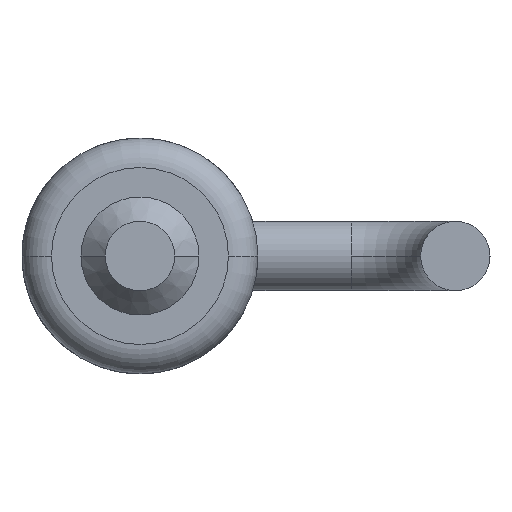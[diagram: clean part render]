
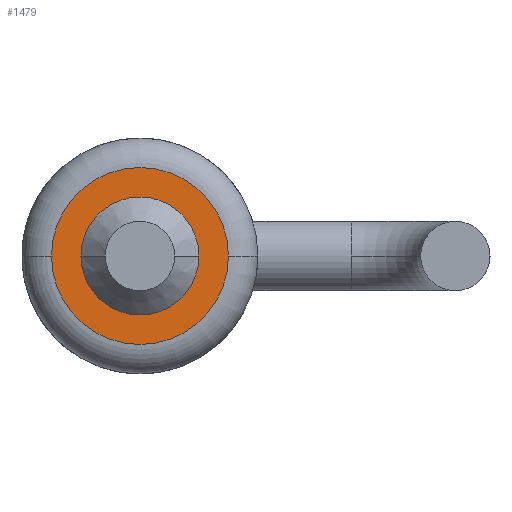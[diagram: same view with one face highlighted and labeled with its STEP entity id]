
A CAD part, front view. The second image highlights one B-rep face of the part: STEP entity #1479.
In plain terms, the highlighted planar face has unit normal (0, -1, 0).
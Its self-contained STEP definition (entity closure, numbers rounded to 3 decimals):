
#21 = CARTESIAN_POINT ( 'NONE',  ( -0.713, 1.21, 0. ) ) ;
#120 = ORIENTED_EDGE ( 'NONE', *, *, #3831, .F. ) ;
#161 = CIRCLE ( 'NONE', #2447, 0.475 ) ;
#190 = DIRECTION ( 'NONE',  ( 1., 0., 0. ) ) ;
#523 = ORIENTED_EDGE ( 'NONE', *, *, #3144, .F. ) ;
#708 = DIRECTION ( 'NONE',  ( -1., 0., 0. ) ) ;
#720 = CARTESIAN_POINT ( 'NONE',  ( 0.713, 1.21, 0. ) ) ;
#829 = DIRECTION ( 'NONE',  ( 1., 0., 0. ) ) ;
#847 = DIRECTION ( 'NONE',  ( 0., -1., 0. ) ) ;
#1032 = AXIS2_PLACEMENT_3D ( 'NONE', #1082, #1619, #708 ) ;
#1082 = CARTESIAN_POINT ( 'NONE',  ( -0.713, 1.21, 0. ) ) ;
#1326 = PLANE ( 'NONE',  #1032 ) ;
#1378 = AXIS2_PLACEMENT_3D ( 'NONE', #1648, #3765, #190 ) ;
#1479 = ADVANCED_FACE ( 'NONE', ( #1657, #3096 ), #1326, .F. ) ;
#1619 = DIRECTION ( 'NONE',  ( 0., 1., 0. ) ) ;
#1648 = CARTESIAN_POINT ( 'NONE',  ( 0., 1.21, 0. ) ) ;
#1657 = FACE_BOUND ( 'NONE', #2552, .T. ) ;
#1720 = CARTESIAN_POINT ( 'NONE',  ( 0.475, 1.21, 0. ) ) ;
#1827 = ORIENTED_EDGE ( 'NONE', *, *, #2747, .T. ) ;
#1875 = AXIS2_PLACEMENT_3D ( 'NONE', #2028, #847, #2948 ) ;
#1968 = VERTEX_POINT ( 'NONE', #720 ) ;
#2028 = CARTESIAN_POINT ( 'NONE',  ( 0., 1.21, 0. ) ) ;
#2078 = EDGE_LOOP ( 'NONE', ( #1827, #3542 ) ) ;
#2135 = CIRCLE ( 'NONE', #2451, 0.475 ) ;
#2162 = VERTEX_POINT ( 'NONE', #21 ) ;
#2293 = CARTESIAN_POINT ( 'NONE',  ( 0., 1.21, 0. ) ) ;
#2447 = AXIS2_PLACEMENT_3D ( 'NONE', #2293, #3473, #3518 ) ;
#2451 = AXIS2_PLACEMENT_3D ( 'NONE', #2963, #3580, #829 ) ;
#2552 = EDGE_LOOP ( 'NONE', ( #523, #120 ) ) ;
#2747 = EDGE_CURVE ( 'NONE', #1968, #2162, #3569, .T. ) ;
#2948 = DIRECTION ( 'NONE',  ( 1., 0., 0. ) ) ;
#2963 = CARTESIAN_POINT ( 'NONE',  ( 0., 1.21, 0. ) ) ;
#3078 = VERTEX_POINT ( 'NONE', #1720 ) ;
#3096 = FACE_OUTER_BOUND ( 'NONE', #2078, .T. ) ;
#3144 = EDGE_CURVE ( 'NONE', #3078, #3657, #161, .T. ) ;
#3344 = CARTESIAN_POINT ( 'NONE',  ( -0.475, 1.21, 0. ) ) ;
#3473 = DIRECTION ( 'NONE',  ( 0., -1., 0. ) ) ;
#3518 = DIRECTION ( 'NONE',  ( 1., 0., 0. ) ) ;
#3542 = ORIENTED_EDGE ( 'NONE', *, *, #3796, .T. ) ;
#3569 = CIRCLE ( 'NONE', #1875, 0.713 ) ;
#3580 = DIRECTION ( 'NONE',  ( 0., -1., 0. ) ) ;
#3657 = VERTEX_POINT ( 'NONE', #3344 ) ;
#3765 = DIRECTION ( 'NONE',  ( 0., -1., 0. ) ) ;
#3796 = EDGE_CURVE ( 'NONE', #2162, #1968, #3827, .T. ) ;
#3827 = CIRCLE ( 'NONE', #1378, 0.713 ) ;
#3831 = EDGE_CURVE ( 'NONE', #3657, #3078, #2135, .T. ) ;
